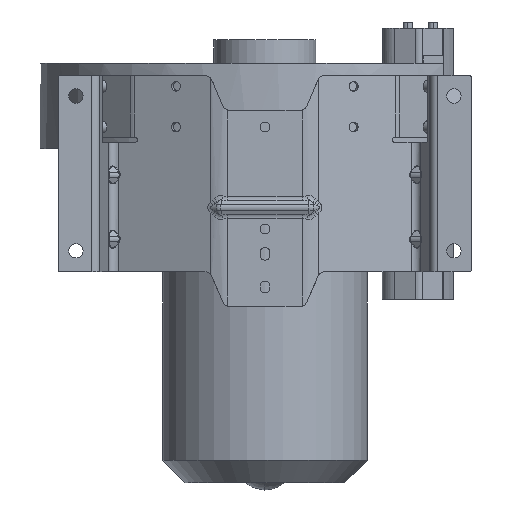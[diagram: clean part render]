
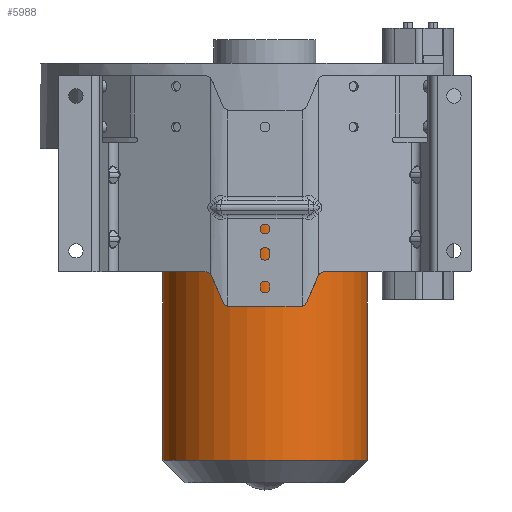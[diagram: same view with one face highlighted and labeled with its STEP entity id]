
A CAD part, front view. The second image highlights one B-rep face of the part: STEP entity #5988.
In plain terms, the highlighted cylindrical face has radius 100.5 mm (diameter 201 mm), a partial arc.
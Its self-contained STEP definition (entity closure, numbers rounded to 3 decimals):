
#152 = ORIENTED_EDGE ( 'NONE', *, *, #17890, .T. ) ;
#852 = VECTOR ( 'NONE', #19401, 1000. ) ;
#1090 = CARTESIAN_POINT ( 'NONE',  ( -100.5, 0., -40.85 ) ) ;
#2781 = ORIENTED_EDGE ( 'NONE', *, *, #9938, .T. ) ;
#4060 = CARTESIAN_POINT ( 'NONE',  ( 0., 0., -40.85 ) ) ;
#5717 = EDGE_LOOP ( 'NONE', ( #13378, #7535, #152, #2781 ) ) ;
#5988 = ADVANCED_FACE ( 'NONE', ( #18097 ), #16629, .T. ) ;
#7285 = DIRECTION ( 'NONE',  ( 0., 0., 1. ) ) ;
#7535 = ORIENTED_EDGE ( 'NONE', *, *, #11401, .T. ) ;
#8599 = AXIS2_PLACEMENT_3D ( 'NONE', #24120, #7285, #16843 ) ;
#8744 = LINE ( 'NONE', #23732, #20825 ) ;
#9630 = AXIS2_PLACEMENT_3D ( 'NONE', #24138, #11090, #22063 ) ;
#9938 = EDGE_CURVE ( 'NONE', #22096, #23559, #19167, .T. ) ;
#11090 = DIRECTION ( 'NONE',  ( 0., 0., -1. ) ) ;
#11227 = VERTEX_POINT ( 'NONE', #14259 ) ;
#11401 = EDGE_CURVE ( 'NONE', #11227, #12012, #11732, .T. ) ;
#11732 = CIRCLE ( 'NONE', #24316, 100.5 ) ;
#12012 = VERTEX_POINT ( 'NONE', #16380 ) ;
#12388 = DIRECTION ( 'NONE',  ( 0., 0., -1. ) ) ;
#13283 = EDGE_CURVE ( 'NONE', #11227, #23559, #8744, .T. ) ;
#13378 = ORIENTED_EDGE ( 'NONE', *, *, #13283, .F. ) ;
#13499 = DIRECTION ( 'NONE',  ( 1., 0., 0. ) ) ;
#14259 = CARTESIAN_POINT ( 'NONE',  ( 100.5, 0., -40.85 ) ) ;
#16159 = CARTESIAN_POINT ( 'NONE',  ( -100.5, 0., -347. ) ) ;
#16380 = CARTESIAN_POINT ( 'NONE',  ( -100.5, 0., -40.85 ) ) ;
#16629 = CYLINDRICAL_SURFACE ( 'NONE', #9630, 100.5 ) ;
#16843 = DIRECTION ( 'NONE',  ( -1., 0., 0. ) ) ;
#17890 = EDGE_CURVE ( 'NONE', #12012, #22096, #23222, .T. ) ;
#18097 = FACE_OUTER_BOUND ( 'NONE', #5717, .T. ) ;
#19028 = DIRECTION ( 'NONE',  ( 0., 0., -1. ) ) ;
#19167 = CIRCLE ( 'NONE', #8599, 100.5 ) ;
#19401 = DIRECTION ( 'NONE',  ( 0., 0., -1. ) ) ;
#19658 = CARTESIAN_POINT ( 'NONE',  ( 100.5, 0., -347. ) ) ;
#20825 = VECTOR ( 'NONE', #12388, 1000. ) ;
#22063 = DIRECTION ( 'NONE',  ( -1., 0., 0. ) ) ;
#22096 = VERTEX_POINT ( 'NONE', #16159 ) ;
#23222 = LINE ( 'NONE', #1090, #852 ) ;
#23559 = VERTEX_POINT ( 'NONE', #19658 ) ;
#23732 = CARTESIAN_POINT ( 'NONE',  ( 100.5, 0., -40.85 ) ) ;
#24120 = CARTESIAN_POINT ( 'NONE',  ( 0., 0., -347. ) ) ;
#24138 = CARTESIAN_POINT ( 'NONE',  ( 0., 0., -40.85 ) ) ;
#24316 = AXIS2_PLACEMENT_3D ( 'NONE', #4060, #19028, #13499 ) ;
